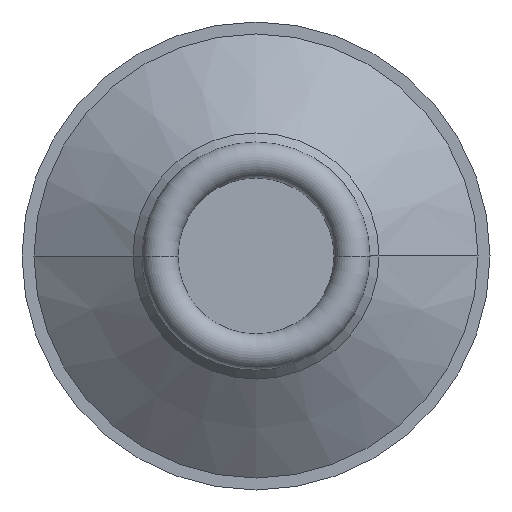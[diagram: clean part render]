
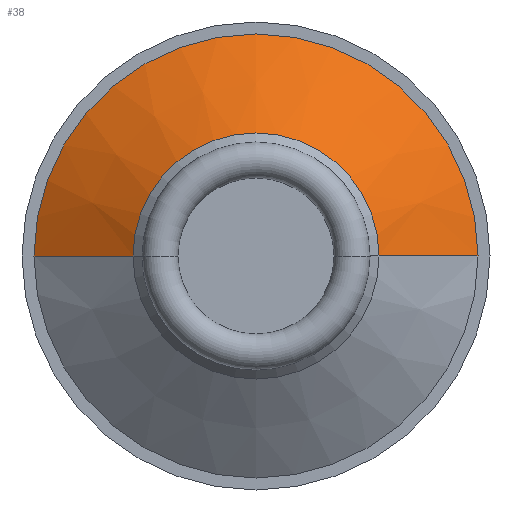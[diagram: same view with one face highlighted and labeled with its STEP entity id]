
A CAD part, front view. The second image highlights one B-rep face of the part: STEP entity #38.
In plain terms, the highlighted conical face has half-angle 53.973 degrees and reference radius 10.25 mm.
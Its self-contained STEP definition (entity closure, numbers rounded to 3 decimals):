
#17 = EDGE_LOOP ( 'NONE', ( #495, #847, #1155, #1183 ) ) ;
#33 = EDGE_CURVE ( 'NONE', #186, #536, #543, .T. ) ;
#38 = ADVANCED_FACE ( 'NONE', ( #55 ), #556, .T. ) ;
#52 = LINE ( 'NONE', #251, #420 ) ;
#55 = FACE_OUTER_BOUND ( 'NONE', #17, .T. ) ;
#186 = VERTEX_POINT ( 'NONE', #1149 ) ;
#241 = CARTESIAN_POINT ( 'NONE',  ( 0., -3.5, 0. ) ) ;
#251 = CARTESIAN_POINT ( 'NONE',  ( 10.25, -9.5, 0. ) ) ;
#332 = DIRECTION ( 'NONE',  ( -1., 0., 0. ) ) ;
#371 = EDGE_CURVE ( 'NONE', #536, #721, #987, .T. ) ;
#381 = DIRECTION ( 'NONE',  ( -1., 0., 0. ) ) ;
#395 = CARTESIAN_POINT ( 'NONE',  ( -10.25, -9.5, 0. ) ) ;
#420 = VECTOR ( 'NONE', #818, 1000. ) ;
#459 = CARTESIAN_POINT ( 'NONE',  ( 10.25, -9.5, 0. ) ) ;
#495 = ORIENTED_EDGE ( 'NONE', *, *, #568, .T. ) ;
#533 = CARTESIAN_POINT ( 'NONE',  ( 18.5, -3.5, 0. ) ) ;
#536 = VERTEX_POINT ( 'NONE', #1100 ) ;
#543 = LINE ( 'NONE', #395, #904 ) ;
#556 = CONICAL_SURFACE ( 'NONE', #1144, 10.25, 0.942 ) ;
#568 = EDGE_CURVE ( 'NONE', #186, #857, #691, .T. ) ;
#607 = DIRECTION ( 'NONE',  ( 0., 1., 0. ) ) ;
#617 = AXIS2_PLACEMENT_3D ( 'NONE', #241, #607, #332 ) ;
#645 = DIRECTION ( 'NONE',  ( 0., 1., 0. ) ) ;
#656 = CARTESIAN_POINT ( 'NONE',  ( 0., -9.5, 0. ) ) ;
#691 = CIRCLE ( 'NONE', #1197, 10.25 ) ;
#721 = VERTEX_POINT ( 'NONE', #533 ) ;
#744 = EDGE_CURVE ( 'NONE', #857, #721, #52, .T. ) ;
#749 = CARTESIAN_POINT ( 'NONE',  ( 0., -9.5, 0. ) ) ;
#760 = DIRECTION ( 'NONE',  ( -0.809, 0.588, 0. ) ) ;
#818 = DIRECTION ( 'NONE',  ( 0.809, 0.588, 0. ) ) ;
#847 = ORIENTED_EDGE ( 'NONE', *, *, #744, .T. ) ;
#857 = VERTEX_POINT ( 'NONE', #459 ) ;
#904 = VECTOR ( 'NONE', #760, 1000. ) ;
#948 = DIRECTION ( 'NONE',  ( -1., 0., 0. ) ) ;
#954 = DIRECTION ( 'NONE',  ( 0., 1., 0. ) ) ;
#987 = CIRCLE ( 'NONE', #617, 18.5 ) ;
#1100 = CARTESIAN_POINT ( 'NONE',  ( -18.5, -3.5, 0. ) ) ;
#1144 = AXIS2_PLACEMENT_3D ( 'NONE', #656, #954, #948 ) ;
#1149 = CARTESIAN_POINT ( 'NONE',  ( -10.25, -9.5, 0. ) ) ;
#1155 = ORIENTED_EDGE ( 'NONE', *, *, #371, .F. ) ;
#1183 = ORIENTED_EDGE ( 'NONE', *, *, #33, .F. ) ;
#1197 = AXIS2_PLACEMENT_3D ( 'NONE', #749, #645, #381 ) ;
